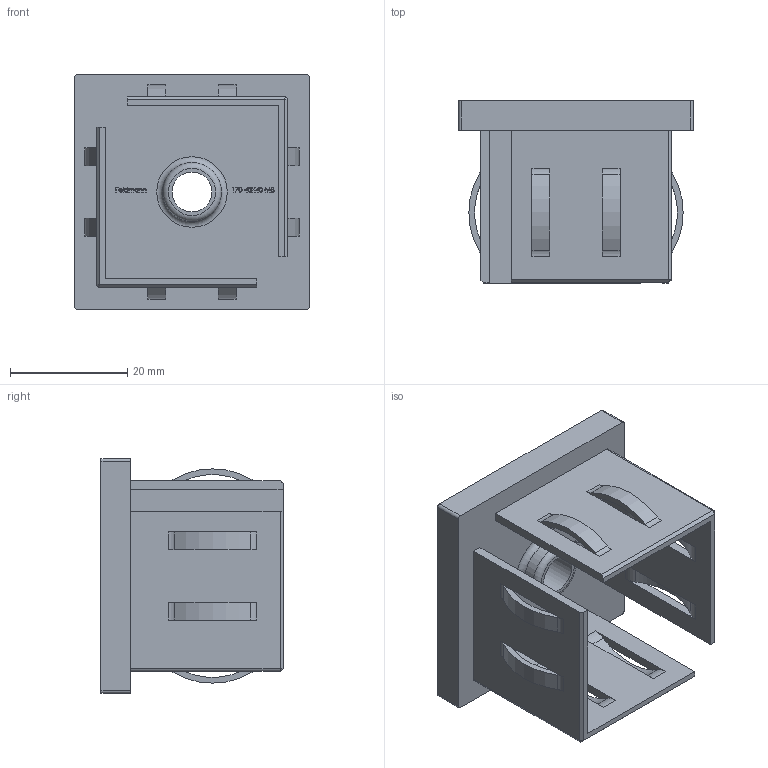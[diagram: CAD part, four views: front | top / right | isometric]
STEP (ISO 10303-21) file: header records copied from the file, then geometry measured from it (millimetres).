
FILE_DESCRIPTION (( 'STEP AP203' ), '1' );
FILE_NAME ('170-40X40-M8.STEP', '2024-08-22T13:04:38', ( '' ), ( '' ), 'SwSTEP 2.0', 'SolidWorks 2018', '' );
FILE_SCHEMA (( 'CONFIG_CONTROL_DESIGN' ));
Length unit declared in the file: millimetre
Products named in the file (1): 170-40X40-M8
Bounding box: 40 x 31 x 40 mm (x, y, z)
Volume: 11938.6 mm3; surface area: 10373.4 mm2
Topology: 1 solids, 1 shells, 365 faces, 999 edges, 651 vertices
Faces by surface type: plane 212, bspline 92, cylinder 56, cone 3, torus 2
Full cylindrical faces by diameter (mm): 6.8 x1, 10 x1
Entity records: 16926 total; most frequent: CARTESIAN_POINT 8069, ORIENTED_EDGE 1984, DIRECTION 1503, EDGE_CURVE 992, LINE 661, VECTOR 661, VERTEX_POINT 651, AXIS2_PLACEMENT_3D 421
